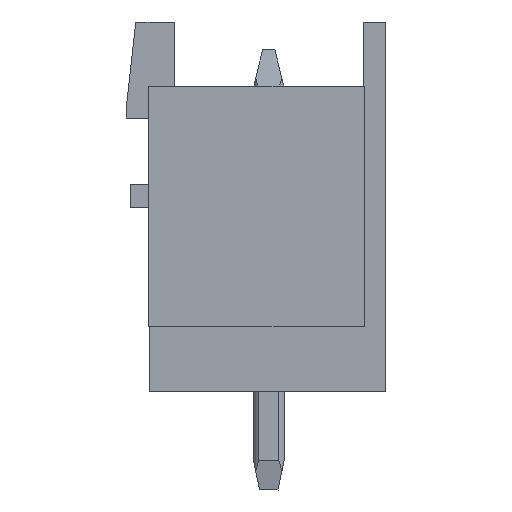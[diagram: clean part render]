
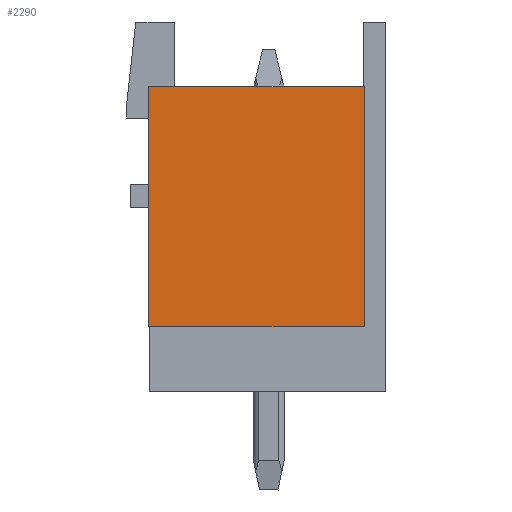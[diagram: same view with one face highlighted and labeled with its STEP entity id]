
A CAD part, left-side view. The second image highlights one B-rep face of the part: STEP entity #2290.
In plain terms, the highlighted planar face has unit normal (-1, 0, 0).
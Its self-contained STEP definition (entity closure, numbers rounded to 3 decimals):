
#2282=AXIS2_PLACEMENT_3D('Plane Axis2P3D',#2279,#2280,#2281) ;
#1606=CARTESIAN_POINT('Vertex',(0.,0.7,5.3)) ;
#1648=CARTESIAN_POINT('Vertex',(0.,0.7,13.1)) ;
#1651=CARTESIAN_POINT('Line Origine',(0.,0.7,9.2)) ;
#2145=CARTESIAN_POINT('Line Origine',(0.,7.7,9.2)) ;
#2149=CARTESIAN_POINT('Vertex',(0.,7.7,5.3)) ;
#2151=CARTESIAN_POINT('Vertex',(0.,7.7,13.1)) ;
#2216=CARTESIAN_POINT('Line Origine',(0.,4.2,5.3)) ;
#2267=CARTESIAN_POINT('Line Origine',(0.,4.2,13.1)) ;
#2279=CARTESIAN_POINT('Axis2P3D Location',(0.,0.,13.1)) ;
#1652=DIRECTION('Vector Direction',(0.,0.,-1.)) ;
#2146=DIRECTION('Vector Direction',(0.,0.,-1.)) ;
#2217=DIRECTION('Vector Direction',(0.,1.,0.)) ;
#2268=DIRECTION('Vector Direction',(0.,1.,0.)) ;
#2280=DIRECTION('Axis2P3D Direction',(1.,-0.,0.)) ;
#2281=DIRECTION('Axis2P3D XDirection',(0.,0.,-1.)) ;
#1653=VECTOR('Line Direction',#1652,1.) ;
#2147=VECTOR('Line Direction',#2146,1.) ;
#2218=VECTOR('Line Direction',#2217,1.) ;
#2269=VECTOR('Line Direction',#2268,1.) ;
#2285=ORIENTED_EDGE('',*,*,#2220,.F.) ;
#2286=ORIENTED_EDGE('',*,*,#1655,.T.) ;
#2287=ORIENTED_EDGE('',*,*,#2271,.T.) ;
#2288=ORIENTED_EDGE('',*,*,#2153,.F.) ;
#2290=ADVANCED_FACE('Housing',(#2289),#2283,.F.) ;
#1655=EDGE_CURVE('',#1607,#1649,#1654,.F.) ;
#2153=EDGE_CURVE('',#2150,#2152,#2148,.F.) ;
#2220=EDGE_CURVE('',#1607,#2150,#2219,.T.) ;
#2271=EDGE_CURVE('',#1649,#2152,#2270,.T.) ;
#2284=EDGE_LOOP('',(#2285,#2286,#2287,#2288)) ;
#2289=FACE_OUTER_BOUND('',#2284,.T.) ;
#1654=LINE('Line',#1651,#1653) ;
#2148=LINE('Line',#2145,#2147) ;
#2219=LINE('Line',#2216,#2218) ;
#2270=LINE('Line',#2267,#2269) ;
#2283=PLANE('',#2282) ;
#1607=VERTEX_POINT('',#1606) ;
#1649=VERTEX_POINT('',#1648) ;
#2150=VERTEX_POINT('',#2149) ;
#2152=VERTEX_POINT('',#2151) ;
